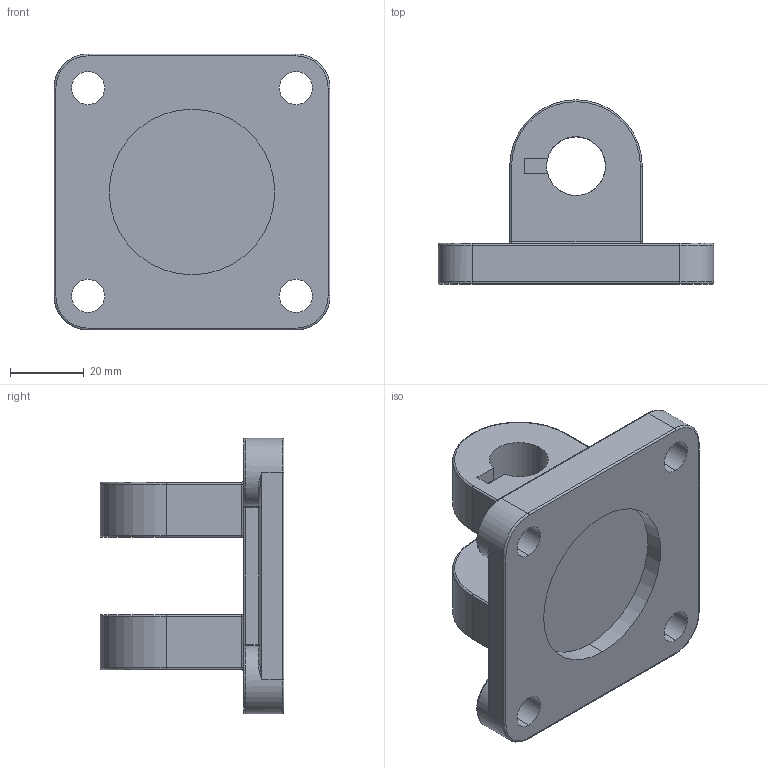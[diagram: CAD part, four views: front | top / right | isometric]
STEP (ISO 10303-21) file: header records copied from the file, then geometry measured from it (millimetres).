
FILE_DESCRIPTION (( 'STEP AP214' ), '1' );
FILE_NAME ('RD001516_.STEP', '2019-03-07T08:10:53', ( '' ), ( '' ), 'SwSTEP 2.0', 'SolidWorks 2018', '' );
FILE_SCHEMA (( 'AUTOMOTIVE_DESIGN' ));
Length unit declared in the file: millimetre
Products named in the file (1): RD001516_
Bounding box: 75 x 50 x 75 mm (x, y, z)
Volume: 75545.2 mm3; surface area: 23615.7 mm2
Topology: 1 solids, 1 shells, 126 faces, 294 edges, 172 vertices
Faces by surface type: cylinder 63, torus 28, plane 27, bspline 4, sphere 4
Entity records: 3984 total; most frequent: CARTESIAN_POINT 989, DIRECTION 688, ORIENTED_EDGE 580, EDGE_CURVE 290, AXIS2_PLACEMENT_3D 287, VERTEX_POINT 172, CIRCLE 164, EDGE_LOOP 144
